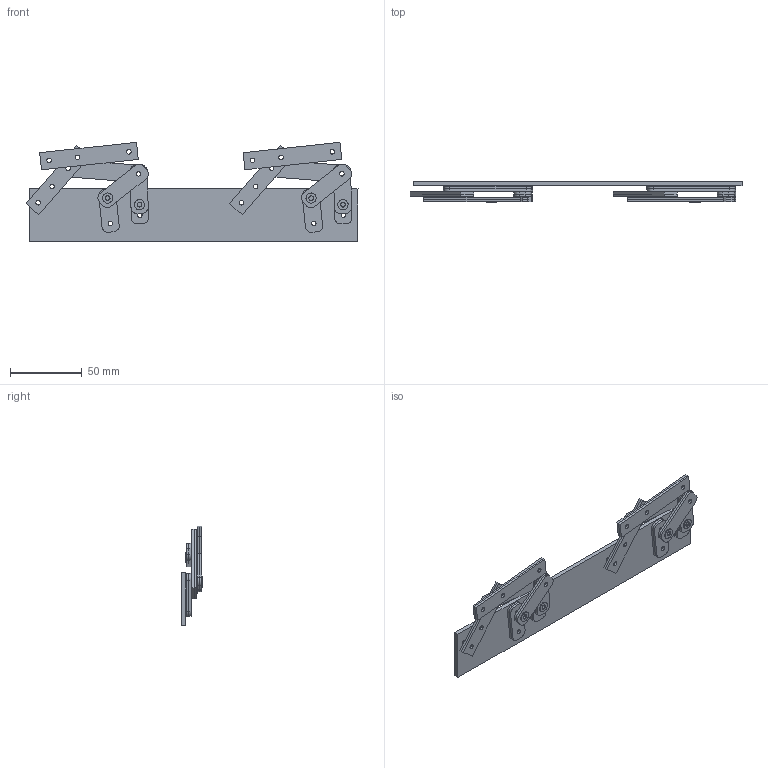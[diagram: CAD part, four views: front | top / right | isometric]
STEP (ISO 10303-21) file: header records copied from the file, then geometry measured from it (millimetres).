
FILE_DESCRIPTION (( 'STEP AP214' ), '1' );
FILE_NAME ('body with belts1.STEP', '2013-11-27T01:05:19', ( '' ), ( '' ), 'SwSTEP 2.0', 'SolidWorks 2013', '' );
FILE_SCHEMA (( 'AUTOMOTIVE_DESIGN' ));
Length unit declared in the file: millimetre
Products named in the file (18): simplecrank2stack; simplecrank2; simplepowertransferlinkstack2; simplepowertransferlink; simplecrankrockerinputstack; simplecrankrockerinput; simpletibiastack2; simpletibia; simplefemurstack; simplefemur; body dummy3; body with belts1; legwithvariablestrokemechanism2; washer; simpleratiocontrol2stack; simpleratiocontrol2; simpleratiocontrollinkstack; simpleratiocontrollink
Assembly tree (34 placements, depth 4):
  body with belts1
    body dummy3
    legwithvariablestrokemechanism2  x2
      simplefemurstack
        simplefemur  x2
      simpletibiastack2
        simpletibia  x2
      simplecrankrockerinputstack
        simplecrankrockerinput  x2
      simplepowertransferlinkstack2
        simplepowertransferlink  x2
      simplecrank2stack
        simplecrank2  x2
      simpleratiocontrollinkstack
        simpleratiocontrollink  x2
      simpleratiocontrol2stack
        simpleratiocontrol2  x2
      washer
Bounding box: 231.72 x 14.48 x 69.31 mm (x, y, z)
Volume: 46900.9 mm3; surface area: 53666.1 mm2
Topology: 49 solids, 49 shells, 522 faces, 1272 edges, 848 vertices
Faces by surface type: cylinder 308, plane 214
Entity records: 4548 total; most frequent: DIRECTION 776, CARTESIAN_POINT 675, ORIENTED_EDGE 612, EDGE_CURVE 306, AXIS2_PLACEMENT_3D 305, VERTEX_POINT 204, EDGE_LOOP 168, LINE 166
